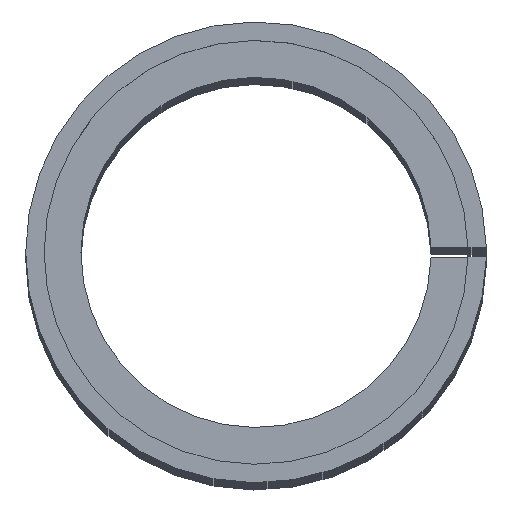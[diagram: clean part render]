
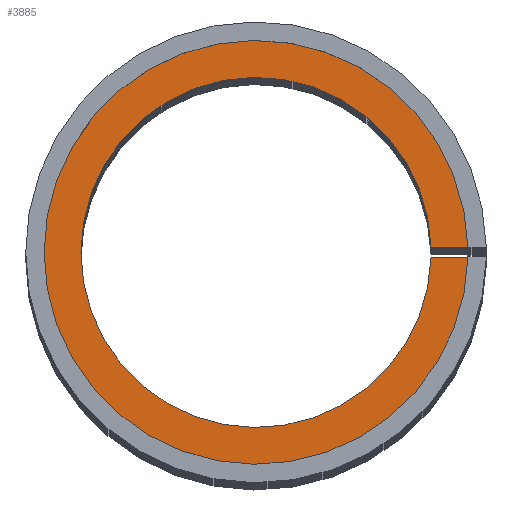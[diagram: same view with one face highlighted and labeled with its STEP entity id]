
A CAD part, top view. The second image highlights one B-rep face of the part: STEP entity #3885.
In plain terms, the highlighted planar face has unit normal (0, 0, 1).
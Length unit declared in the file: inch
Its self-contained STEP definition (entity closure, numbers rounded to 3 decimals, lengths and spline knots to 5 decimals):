
#3834 = EDGE_LOOP ( 'NONE', ( #3882, #3898, #3848, #3864 ) ) ;
#3840 = VERTEX_POINT ( 'NONE', #11047 ) ;
#3846 = EDGE_CURVE ( 'NONE', #3881, #3897, #11008, .T. ) ;
#3848 = ORIENTED_EDGE ( 'NONE', *, *, #3846, .F. ) ;
#3849 = EDGE_CURVE ( 'NONE', #3881, #3873, #10999, .T. ) ;
#3864 = ORIENTED_EDGE ( 'NONE', *, *, #3849, .T. ) ;
#3873 = VERTEX_POINT ( 'NONE', #10968 ) ;
#3881 = VERTEX_POINT ( 'NONE', #11038 ) ;
#3882 = ORIENTED_EDGE ( 'NONE', *, *, #3901, .T. ) ;
#3885 = ADVANCED_FACE ( 'NONE', ( #10971 ), #10951, .T. ) ;
#3897 = VERTEX_POINT ( 'NONE', #11019 ) ;
#3898 = ORIENTED_EDGE ( 'NONE', *, *, #3899, .T. ) ;
#3899 = EDGE_CURVE ( 'NONE', #3840, #3897, #11023, .T. ) ;
#3901 = EDGE_CURVE ( 'NONE', #3873, #3840, #11010, .T. ) ;
#10942 = DIRECTION ( 'NONE',  ( 1., 0., 0. ) ) ;
#10943 = DIRECTION ( 'NONE',  ( 0., 0., 1. ) ) ;
#10944 = CARTESIAN_POINT ( 'NONE',  ( 0., 0., 2.703 ) ) ;
#10951 = PLANE ( 'NONE',  #10959 ) ;
#10959 = AXIS2_PLACEMENT_3D ( 'NONE', #11028, #11027, #11026 ) ;
#10968 = CARTESIAN_POINT ( 'NONE',  ( 0.22995, 0.005, 2.703 ) ) ;
#10971 = FACE_OUTER_BOUND ( 'NONE', #3834, .T. ) ;
#10996 = DIRECTION ( 'NONE',  ( 1., 0., 0. ) ) ;
#10997 = VECTOR ( 'NONE', #10996, 39.37008 ) ;
#10998 = CARTESIAN_POINT ( 'NONE',  ( 0., 0.005, 2.703 ) ) ;
#10999 = LINE ( 'NONE', #10998, #10997 ) ;
#11002 = DIRECTION ( 'NONE',  ( 1., 0., 0. ) ) ;
#11003 = AXIS2_PLACEMENT_3D ( 'NONE', #11048, #11041, #11002 ) ;
#11008 = CIRCLE ( 'NONE', #11003, 0.19 ) ;
#11010 = CIRCLE ( 'NONE', #11021, 0.23 ) ;
#11011 = DIRECTION ( 'NONE',  ( -1., 0., 0. ) ) ;
#11012 = VECTOR ( 'NONE', #11011, 39.37008 ) ;
#11019 = CARTESIAN_POINT ( 'NONE',  ( 0.18993, -0.005, 2.703 ) ) ;
#11021 = AXIS2_PLACEMENT_3D ( 'NONE', #10944, #10943, #10942 ) ;
#11022 = CARTESIAN_POINT ( 'NONE',  ( 0., -0.005, 2.703 ) ) ;
#11023 = LINE ( 'NONE', #11022, #11012 ) ;
#11026 = DIRECTION ( 'NONE',  ( 1., 0., 0. ) ) ;
#11027 = DIRECTION ( 'NONE',  ( 0., 0., 1. ) ) ;
#11028 = CARTESIAN_POINT ( 'NONE',  ( 0., 0.25, 2.703 ) ) ;
#11038 = CARTESIAN_POINT ( 'NONE',  ( 0.18993, 0.005, 2.703 ) ) ;
#11041 = DIRECTION ( 'NONE',  ( 0., 0., 1. ) ) ;
#11047 = CARTESIAN_POINT ( 'NONE',  ( 0.22995, -0.005, 2.703 ) ) ;
#11048 = CARTESIAN_POINT ( 'NONE',  ( 0., 0., 2.703 ) ) ;
